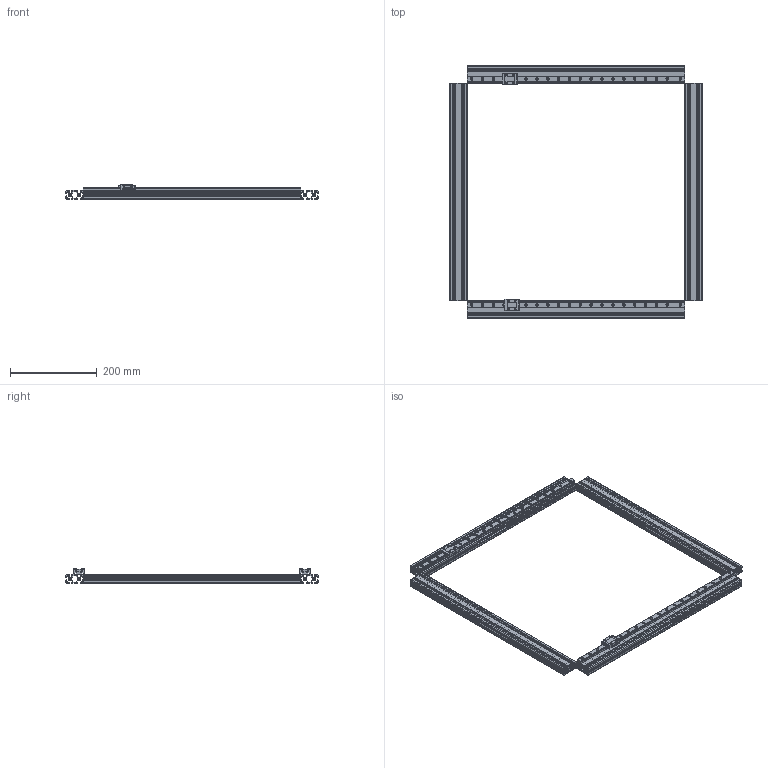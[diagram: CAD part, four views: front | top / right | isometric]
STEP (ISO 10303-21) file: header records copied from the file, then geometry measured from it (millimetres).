
FILE_DESCRIPTION(/* description */ (''),/* implementation_level */ '2;1');
FILE_NAME(/* name */ 'Ploter v4.step',/* time_stamp */ '2022-03-25T14:52:21+01:00',/* author */ (''),/* organization */ (''),/* preprocessor_version */ 'ST-DEVELOPER v18.1',/* originating_system */ 'Autodesk Translation Framework v10.13.0.1454',/* authorisation */ '');
FILE_SCHEMA (('AUTOMOTIVE_DESIGN { 1 0 10303 214 3 1 1 }'));
Length unit declared in the file: millimetre
Products named in the file (6): Ploter; MGN12 LINEAR GUIDE SUBASSEMBLY, 12C; MGN12 LINEAR GUIDE SUBASSEMBLY, 12C_1; MGN12 LINEAR GUIDE RAIL, CONFIGURABLE_200 mm; MGN12C, LINEAR GUIDE BLOCK; MGN12 LINEAR GUIDE RAIL, CONFIGURABLE, 500 mm
Assembly tree (8 placements, depth 3):
  Ploter
    MGN12 LINEAR GUIDE RAIL, CONFIGURABLE, 500 mm  x2
    MGN12 LINEAR GUIDE SUBASSEMBLY, 12C
      MGN12 LINEAR GUIDE RAIL, CONFIGURABLE_200 mm
      MGN12C, LINEAR GUIDE BLOCK
    MGN12 LINEAR GUIDE SUBASSEMBLY, 12C_1
      MGN12 LINEAR GUIDE RAIL, CONFIGURABLE_200 mm
      MGN12C, LINEAR GUIDE BLOCK
Bounding box: 580 x 579.98 x 32.99 mm (x, y, z)
Volume: 755226.5 mm3; surface area: 672280.1 mm2
Topology: 24 solids, 24 shells, 1260 faces, 3572 edges, 2376 vertices
Faces by surface type: plane 688, cylinder 540, cone 24, sphere 8
Full cylindrical faces by diameter (mm): 2.5 x8, 3 x8, 3.5 x40, 4.2 x8, 4.293 x8, 6 x40
Entity records: 29444 total; most frequent: CARTESIAN_POINT 5294, DIRECTION 5098, ORIENTED_EDGE 4980, EDGE_CURVE 2490, AXIS2_PLACEMENT_3D 1744, VERTEX_POINT 1660, LINE 1610, VECTOR 1610
